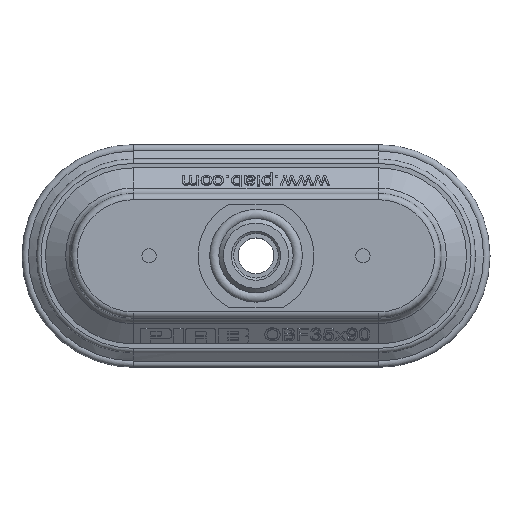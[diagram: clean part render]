
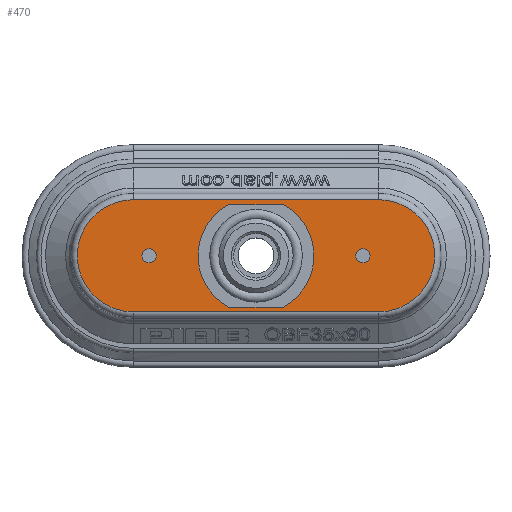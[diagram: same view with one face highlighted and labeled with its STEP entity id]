
A CAD part, top view. The second image highlights one B-rep face of the part: STEP entity #470.
In plain terms, the highlighted planar face has unit normal (0, 0, 1).
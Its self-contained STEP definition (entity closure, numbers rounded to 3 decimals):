
#470 = ADVANCED_FACE( '', ( #1305, #1306, #1307, #1308 ), #1309, .F. );
#1305 = FACE_BOUND( '', #2586, .T. );
#1306 = FACE_BOUND( '', #2587, .T. );
#1307 = FACE_OUTER_BOUND( '', #2588, .T. );
#1308 = FACE_BOUND( '', #2589, .T. );
#1309 = PLANE( '', #2590 );
#2586 = EDGE_LOOP( '', ( #4708, #4709, #4710, #4711 ) );
#2587 = EDGE_LOOP( '', ( #4712 ) );
#2588 = EDGE_LOOP( '', ( #4713, #4714, #4715, #4716 ) );
#2589 = EDGE_LOOP( '', ( #4717 ) );
#2590 = AXIS2_PLACEMENT_3D( '', #4718, #4719, #4720 );
#4708 = ORIENTED_EDGE( '', *, *, #8710, .T. );
#4709 = ORIENTED_EDGE( '', *, *, #8711, .T. );
#4710 = ORIENTED_EDGE( '', *, *, #8712, .T. );
#4711 = ORIENTED_EDGE( '', *, *, #8713, .T. );
#4712 = ORIENTED_EDGE( '', *, *, #8714, .T. );
#4713 = ORIENTED_EDGE( '', *, *, #8715, .T. );
#4714 = ORIENTED_EDGE( '', *, *, #8716, .T. );
#4715 = ORIENTED_EDGE( '', *, *, #8717, .T. );
#4716 = ORIENTED_EDGE( '', *, *, #8718, .T. );
#4717 = ORIENTED_EDGE( '', *, *, #8719, .T. );
#4718 = CARTESIAN_POINT( '', ( 0., -1.216, 27. ) );
#4719 = DIRECTION( '', ( 0., 0., -1. ) );
#4720 = DIRECTION( '', ( -1., 0., 0. ) );
#8710 = EDGE_CURVE( '', #10141, #10142, #10143, .T. );
#8711 = EDGE_CURVE( '', #10142, #10144, #10145, .T. );
#8712 = EDGE_CURVE( '', #10144, #10146, #10147, .T. );
#8713 = EDGE_CURVE( '', #10146, #10141, #10148, .T. );
#8714 = EDGE_CURVE( '', #10149, #10149, #10150, .T. );
#8715 = EDGE_CURVE( '', #10151, #10152, #10153, .F. );
#8716 = EDGE_CURVE( '', #10152, #10154, #10155, .T. );
#8717 = EDGE_CURVE( '', #10154, #10156, #10157, .F. );
#8718 = EDGE_CURVE( '', #10156, #10151, #10158, .T. );
#8719 = EDGE_CURVE( '', #10159, #10159, #10160, .T. );
#10141 = VERTEX_POINT( '', #12439 );
#10142 = VERTEX_POINT( '', #12440 );
#10143 = LINE( '', #12441, #12442 );
#10144 = VERTEX_POINT( '', #12443 );
#10145 = CIRCLE( '', #12444, 13. );
#10146 = VERTEX_POINT( '', #12445 );
#10147 = LINE( '', #12446, #12447 );
#10148 = CIRCLE( '', #12448, 13. );
#10149 = VERTEX_POINT( '', #12449 );
#10150 = CIRCLE( '', #12450, 1.6 );
#10151 = VERTEX_POINT( '', #12451 );
#10152 = VERTEX_POINT( '', #12452 );
#10153 = CIRCLE( '', #12453, 12.6 );
#10154 = VERTEX_POINT( '', #12454 );
#10155 = LINE( '', #12455, #12456 );
#10156 = VERTEX_POINT( '', #12457 );
#10157 = CIRCLE( '', #12458, 12.6 );
#10158 = LINE( '', #12459, #12460 );
#10159 = VERTEX_POINT( '', #12461 );
#10160 = CIRCLE( '', #12462, 1.6 );
#12439 = CARTESIAN_POINT( '', ( 6.062, -11.5, 27. ) );
#12440 = CARTESIAN_POINT( '', ( -6.062, -11.5, 27. ) );
#12441 = CARTESIAN_POINT( '', ( 6.062, -11.5, 27. ) );
#12442 = VECTOR( '', #17200, 1000. );
#12443 = CARTESIAN_POINT( '', ( -6.062, 11.5, 27. ) );
#12444 = AXIS2_PLACEMENT_3D( '', #17201, #17202, #17203 );
#12445 = CARTESIAN_POINT( '', ( 6.062, 11.5, 27. ) );
#12446 = CARTESIAN_POINT( '', ( -6.062, 11.5, 27. ) );
#12447 = VECTOR( '', #17204, 1000. );
#12448 = AXIS2_PLACEMENT_3D( '', #17205, #17206, #17207 );
#12449 = CARTESIAN_POINT( '', ( -22.4, 0., 27. ) );
#12450 = AXIS2_PLACEMENT_3D( '', #17208, #17209, #17210 );
#12451 = CARTESIAN_POINT( '', ( 27.5, -12.6, 27. ) );
#12452 = CARTESIAN_POINT( '', ( 27.5, 12.6, 27. ) );
#12453 = AXIS2_PLACEMENT_3D( '', #17211, #17212, #17213 );
#12454 = CARTESIAN_POINT( '', ( -27.5, 12.6, 27. ) );
#12455 = CARTESIAN_POINT( '', ( 0., 12.6, 27. ) );
#12456 = VECTOR( '', #17214, 1000. );
#12457 = CARTESIAN_POINT( '', ( -27.5, -12.6, 27. ) );
#12458 = AXIS2_PLACEMENT_3D( '', #17215, #17216, #17217 );
#12459 = CARTESIAN_POINT( '', ( 0., -12.6, 27. ) );
#12460 = VECTOR( '', #17218, 1000. );
#12461 = CARTESIAN_POINT( '', ( 25.6, 0., 27. ) );
#12462 = AXIS2_PLACEMENT_3D( '', #17219, #17220, #17221 );
#17200 = DIRECTION( '', ( -1., 0., 0. ) );
#17201 = CARTESIAN_POINT( '', ( 0., 0., 27. ) );
#17202 = DIRECTION( '', ( 0., 0., -1. ) );
#17203 = DIRECTION( '', ( 1., 0., 0. ) );
#17204 = DIRECTION( '', ( 1., 0., 0. ) );
#17205 = CARTESIAN_POINT( '', ( 0., 0., 27. ) );
#17206 = DIRECTION( '', ( 0., 0., -1. ) );
#17207 = DIRECTION( '', ( -1., 0., 0. ) );
#17208 = CARTESIAN_POINT( '', ( -24., 0., 27. ) );
#17209 = DIRECTION( '', ( 0., 0., -1. ) );
#17210 = DIRECTION( '', ( 1., 0., 0. ) );
#17211 = CARTESIAN_POINT( '', ( 27.5, 0., 27. ) );
#17212 = DIRECTION( '', ( 0., 0., -1. ) );
#17213 = DIRECTION( '', ( -1., 0., 0. ) );
#17214 = DIRECTION( '', ( -1., 0., 0. ) );
#17215 = CARTESIAN_POINT( '', ( -27.5, 0., 27. ) );
#17216 = DIRECTION( '', ( 0., 0., -1. ) );
#17217 = DIRECTION( '', ( -1., 0., 0. ) );
#17218 = DIRECTION( '', ( 1., 0., 0. ) );
#17219 = CARTESIAN_POINT( '', ( 24., 0., 27. ) );
#17220 = DIRECTION( '', ( 0., 0., -1. ) );
#17221 = DIRECTION( '', ( 1., 0., 0. ) );
